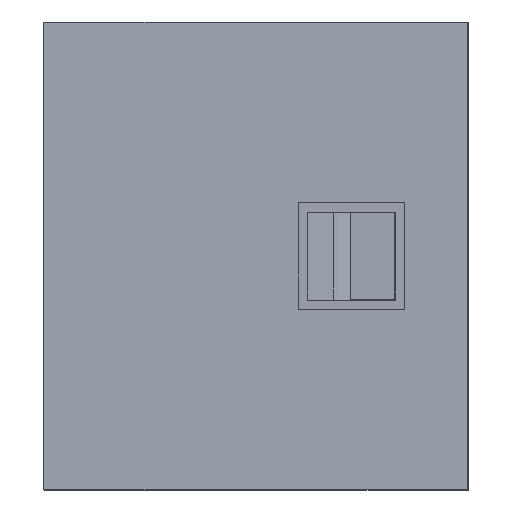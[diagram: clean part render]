
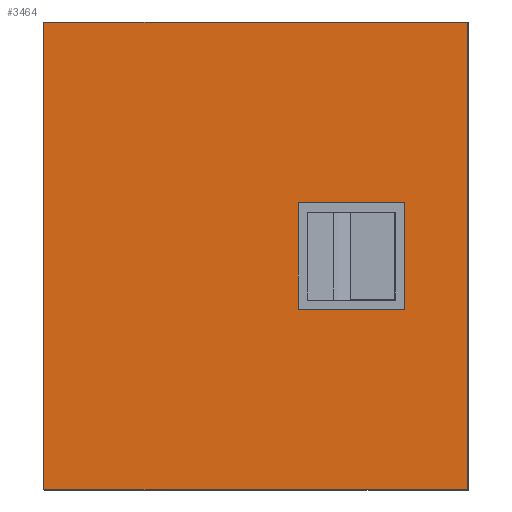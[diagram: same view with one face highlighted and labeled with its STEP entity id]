
A CAD part, top view. The second image highlights one B-rep face of the part: STEP entity #3464.
In plain terms, the highlighted planar face has unit normal (0, 0, 1).
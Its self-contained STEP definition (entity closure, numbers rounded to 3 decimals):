
#1097=DIRECTION('',(0.,-1.,0.));
#1098=VECTOR('',#1097,244.);
#1099=CARTESIAN_POINT('',(-24.8,234.,93.));
#1100=LINE('',#1099,#1098);
#1101=DIRECTION('',(-1.,0.,0.));
#1102=VECTOR('',#1101,220.8);
#1103=CARTESIAN_POINT('',(196.,234.,93.));
#1104=LINE('',#1103,#1102);
#1105=DIRECTION('',(0.,1.,0.));
#1106=VECTOR('',#1105,244.);
#1107=CARTESIAN_POINT('',(196.,-10.,93.));
#1108=LINE('',#1107,#1106);
#1109=DIRECTION('',(1.,0.,0.));
#1110=VECTOR('',#1109,220.8);
#1111=CARTESIAN_POINT('',(-24.8,-10.,93.));
#1112=LINE('',#1111,#1110);
#1113=DIRECTION('',(-1.,0.,0.));
#1114=VECTOR('',#1113,55.385);
#1115=CARTESIAN_POINT('',(163.192,139.692,93.));
#1116=LINE('',#1115,#1114);
#1117=DIRECTION('',(0.,-1.,0.));
#1118=VECTOR('',#1117,55.385);
#1119=CARTESIAN_POINT('',(107.808,139.692,93.));
#1120=LINE('',#1119,#1118);
#1121=DIRECTION('',(1.,0.,0.));
#1122=VECTOR('',#1121,55.385);
#1123=CARTESIAN_POINT('',(107.808,84.308,93.));
#1124=LINE('',#1123,#1122);
#1125=DIRECTION('',(0.,1.,0.));
#1126=VECTOR('',#1125,55.385);
#1127=CARTESIAN_POINT('',(163.192,84.308,93.));
#1128=LINE('',#1127,#1126);
#1399=CARTESIAN_POINT('',(163.192,139.692,93.));
#1400=CARTESIAN_POINT('',(107.808,139.692,93.));
#1401=VERTEX_POINT('',#1399);
#1402=VERTEX_POINT('',#1400);
#1403=CARTESIAN_POINT('',(107.808,84.308,93.));
#1404=VERTEX_POINT('',#1403);
#1405=CARTESIAN_POINT('',(163.192,84.308,93.));
#1406=VERTEX_POINT('',#1405);
#1615=CARTESIAN_POINT('',(-24.8,234.,93.));
#1616=CARTESIAN_POINT('',(-24.8,-10.,93.));
#1617=VERTEX_POINT('',#1615);
#1618=VERTEX_POINT('',#1616);
#1619=CARTESIAN_POINT('',(196.,-10.,93.));
#1620=VERTEX_POINT('',#1619);
#1621=CARTESIAN_POINT('',(196.,234.,93.));
#1622=VERTEX_POINT('',#1621);
#3442=CARTESIAN_POINT('',(0.,0.,93.));
#3443=DIRECTION('',(0.,0.,1.));
#3444=DIRECTION('',(1.,0.,0.));
#3445=AXIS2_PLACEMENT_3D('',#3442,#3443,#3444);
#3446=PLANE('',#3445);
#3447=ORIENTED_EDGE('',*,*,#3386,.F.);
#3449=ORIENTED_EDGE('',*,*,#3448,.F.);
#3450=ORIENTED_EDGE('',*,*,#3435,.F.);
#3451=ORIENTED_EDGE('',*,*,#3423,.F.);
#3452=EDGE_LOOP('',(#3447,#3449,#3450,#3451));
#3453=FACE_OUTER_BOUND('',#3452,.F.);
#3455=ORIENTED_EDGE('',*,*,#3454,.T.);
#3457=ORIENTED_EDGE('',*,*,#3456,.T.);
#3459=ORIENTED_EDGE('',*,*,#3458,.T.);
#3461=ORIENTED_EDGE('',*,*,#3460,.T.);
#3462=EDGE_LOOP('',(#3455,#3457,#3459,#3461));
#3463=FACE_BOUND('',#3462,.F.);
#3464=ADVANCED_FACE('',(#3453,#3463),#3446,.T.);
#3386=EDGE_CURVE('',#1617,#1618,#1100,.T.);
#3423=EDGE_CURVE('',#1618,#1620,#1112,.T.);
#3435=EDGE_CURVE('',#1620,#1622,#1108,.T.);
#3448=EDGE_CURVE('',#1622,#1617,#1104,.T.);
#3454=EDGE_CURVE('',#1401,#1402,#1116,.T.);
#3456=EDGE_CURVE('',#1402,#1404,#1120,.T.);
#3458=EDGE_CURVE('',#1404,#1406,#1124,.T.);
#3460=EDGE_CURVE('',#1406,#1401,#1128,.T.);
